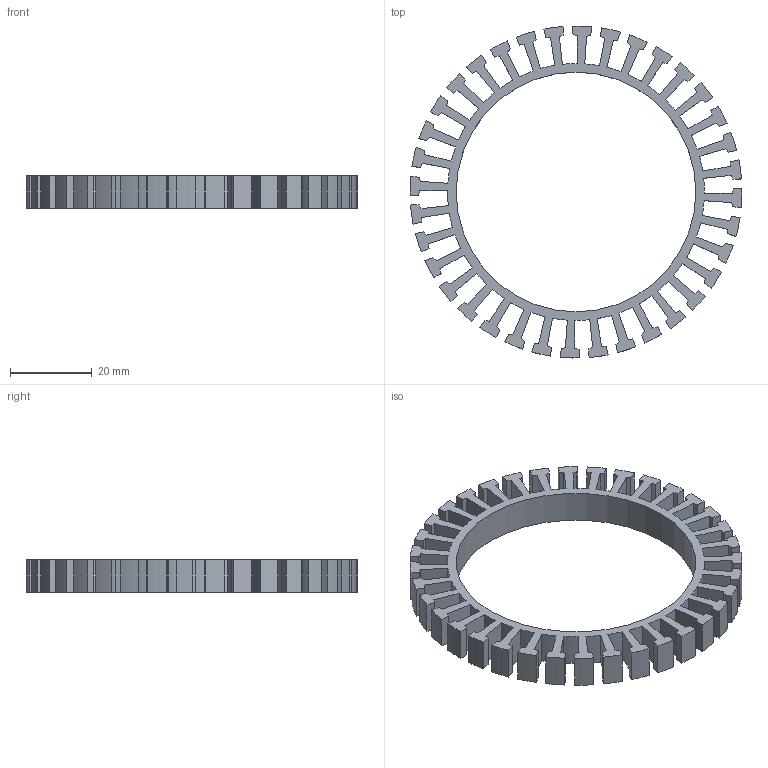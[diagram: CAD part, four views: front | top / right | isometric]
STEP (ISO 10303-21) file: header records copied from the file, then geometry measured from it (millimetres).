
FILE_DESCRIPTION (( 'STEP AP214' ), '1' );
FILE_NAME ('stator.STEP', '2025-02-10T17:12:39', ( '' ), ( '' ), 'SwSTEP 2.0', 'SolidWorks 2024', '' );
FILE_SCHEMA (( 'AUTOMOTIVE_DESIGN' ));
Length unit declared in the file: millimetre
Products named in the file (1): stator
Bounding box: 80.99 x 80.99 x 8 mm (x, y, z)
Volume: 10084.8 mm3; surface area: 12112.3 mm2
Topology: 1 solids, 1 shells, 294 faces, 876 edges, 584 vertices
Faces by surface type: plane 218, cylinder 76
Entity records: 9839 total; most frequent: CARTESIAN_POINT 1755, ORIENTED_EDGE 1752, DIRECTION 1618, EDGE_CURVE 876, LINE 724, VECTOR 724, VERTEX_POINT 584, AXIS2_PLACEMENT_3D 447
